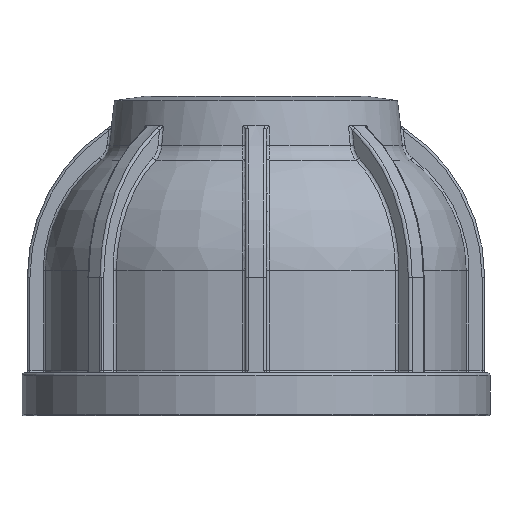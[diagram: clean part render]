
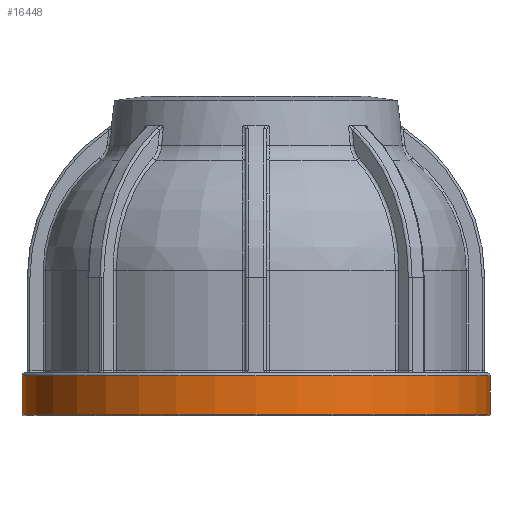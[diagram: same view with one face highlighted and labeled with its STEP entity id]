
A CAD part, front view. The second image highlights one B-rep face of the part: STEP entity #16448.
In plain terms, the highlighted cylindrical face has radius 22 mm (diameter 44 mm), a partial arc.
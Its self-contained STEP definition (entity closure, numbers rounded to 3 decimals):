
#398 = DIRECTION ( 'NONE',  ( 0., 0., 1. ) ) ;
#400 = CARTESIAN_POINT ( 'NONE',  ( 22., 0., 0. ) ) ;
#419 = DIRECTION ( 'NONE',  ( -1., 0., 0. ) ) ;
#420 = DIRECTION ( 'NONE',  ( 0., 0., -1. ) ) ;
#421 = CARTESIAN_POINT ( 'NONE',  ( 0., 0., -26.25 ) ) ;
#422 = CARTESIAN_POINT ( 'NONE',  ( -22., 0., 0. ) ) ;
#438 = DIRECTION ( 'NONE',  ( 0., 0., 1. ) ) ;
#1479 = AXIS2_PLACEMENT_3D ( 'NONE', #10743, #10742, #10741 ) ;
#2421 = AXIS2_PLACEMENT_3D ( 'NONE', #421, #420, #419 ) ;
#2665 = EDGE_CURVE ( 'NONE', #16747, #17056, #12342, .T. ) ;
#2666 = EDGE_CURVE ( 'NONE', #16728, #17056, #12347, .T. ) ;
#2671 = EDGE_CURVE ( 'NONE', #16969, #16747, #12355, .T. ) ;
#3313 = EDGE_CURVE ( 'NONE', #16728, #16969, #5246, .T. ) ;
#5246 = CIRCLE ( 'NONE', #1479, 22. ) ;
#6450 = ORIENTED_EDGE ( 'NONE', *, *, #2671, .T. ) ;
#6638 = ORIENTED_EDGE ( 'NONE', *, *, #3313, .T. ) ;
#6751 = ORIENTED_EDGE ( 'NONE', *, *, #2665, .T. ) ;
#6894 = ORIENTED_EDGE ( 'NONE', *, *, #2666, .F. ) ;
#8742 = CYLINDRICAL_SURFACE ( 'NONE', #23403, 22. ) ;
#8808 = FACE_OUTER_BOUND ( 'NONE', #12035, .T. ) ;
#10741 = DIRECTION ( 'NONE',  ( 1., 0., 0. ) ) ;
#10742 = DIRECTION ( 'NONE',  ( 0., 0., 1. ) ) ;
#10743 = CARTESIAN_POINT ( 'NONE',  ( 0., 0., -29.9 ) ) ;
#12035 = EDGE_LOOP ( 'NONE', ( #6894, #6638, #6450, #6751 ) ) ;
#12342 = CIRCLE ( 'NONE', #2421, 22. ) ;
#12347 = LINE ( 'NONE', #422, #12350 ) ;
#12350 = VECTOR ( 'NONE', #438, 1000. ) ;
#12355 = LINE ( 'NONE', #400, #12358 ) ;
#12358 = VECTOR ( 'NONE', #398, 1000. ) ;
#13666 = DIRECTION ( 'NONE',  ( 1., 0., 0. ) ) ;
#13670 = DIRECTION ( 'NONE',  ( 0., 0., 1. ) ) ;
#13671 = CARTESIAN_POINT ( 'NONE',  ( 0., 0., 0. ) ) ;
#16448 = ADVANCED_FACE ( 'NONE', ( #8808 ), #8742, .T. ) ;
#16728 = VERTEX_POINT ( 'NONE', #19019 ) ;
#16747 = VERTEX_POINT ( 'NONE', #19027 ) ;
#16969 = VERTEX_POINT ( 'NONE', #19097 ) ;
#17056 = VERTEX_POINT ( 'NONE', #19128 ) ;
#19019 = CARTESIAN_POINT ( 'NONE',  ( -22., 0., -29.9 ) ) ;
#19027 = CARTESIAN_POINT ( 'NONE',  ( 22., 0., -26.25 ) ) ;
#19097 = CARTESIAN_POINT ( 'NONE',  ( 22., 0., -29.9 ) ) ;
#19128 = CARTESIAN_POINT ( 'NONE',  ( -22., 0., -26.25 ) ) ;
#23403 = AXIS2_PLACEMENT_3D ( 'NONE', #13671, #13670, #13666 ) ;
